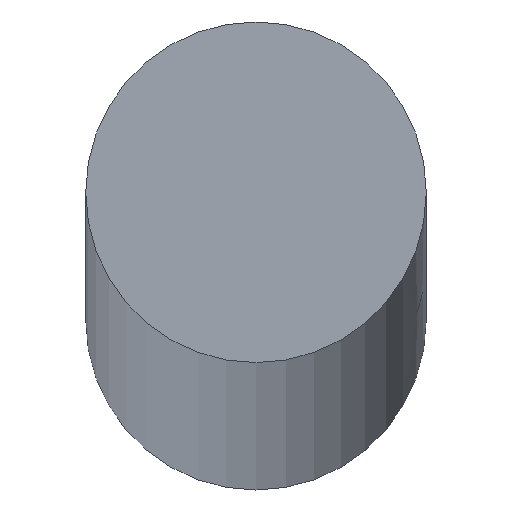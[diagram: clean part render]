
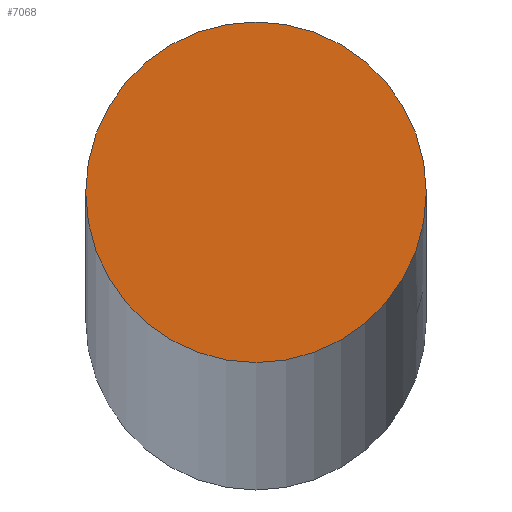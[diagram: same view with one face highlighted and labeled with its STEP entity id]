
A CAD part, top view. The second image highlights one B-rep face of the part: STEP entity #7068.
In plain terms, the highlighted planar face has unit normal (0, 0, 1).
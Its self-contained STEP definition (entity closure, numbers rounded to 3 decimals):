
#423 = PLANE ( 'NONE',  #12356 ) ;
#1520 = AXIS2_PLACEMENT_3D ( 'NONE', #14288, #11946, #11991 ) ;
#2795 = DIRECTION ( 'NONE',  ( 0., 0., 1. ) ) ;
#3059 = EDGE_CURVE ( 'NONE', #6252, #6252, #4845, .T. ) ;
#4845 = CIRCLE ( 'NONE', #1520, 7. ) ;
#5039 = CARTESIAN_POINT ( 'NONE',  ( 0., 0., 1500. ) ) ;
#6252 = VERTEX_POINT ( 'NONE', #8808 ) ;
#7068 = ADVANCED_FACE ( 'NONE', ( #13094 ), #423, .T. ) ;
#8808 = CARTESIAN_POINT ( 'NONE',  ( 7., 0., 1500. ) ) ;
#9847 = DIRECTION ( 'NONE',  ( 1., 0., 0. ) ) ;
#11946 = DIRECTION ( 'NONE',  ( 0., 0., 1. ) ) ;
#11991 = DIRECTION ( 'NONE',  ( 1., 0., 0. ) ) ;
#12356 = AXIS2_PLACEMENT_3D ( 'NONE', #5039, #2795, #9847 ) ;
#13094 = FACE_OUTER_BOUND ( 'NONE', #15077, .T. ) ;
#14132 = ORIENTED_EDGE ( 'NONE', *, *, #3059, .T. ) ;
#14288 = CARTESIAN_POINT ( 'NONE',  ( 0., 0., 1500. ) ) ;
#15077 = EDGE_LOOP ( 'NONE', ( #14132 ) ) ;
